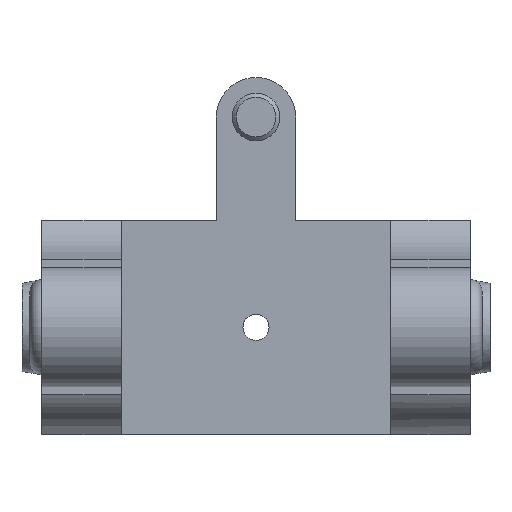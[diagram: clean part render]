
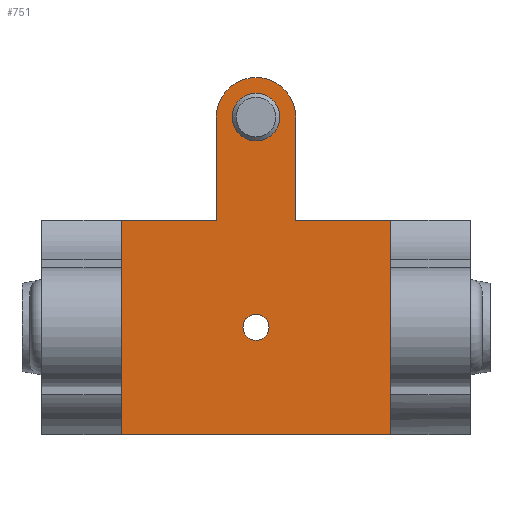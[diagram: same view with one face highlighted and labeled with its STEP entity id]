
A CAD part, top view. The second image highlights one B-rep face of the part: STEP entity #751.
In plain terms, the highlighted planar face has unit normal (0, 0, 1).
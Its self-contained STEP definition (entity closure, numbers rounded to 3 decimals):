
#38=FACE_BOUND('',#163,.T.);
#39=FACE_BOUND('',#164,.T.);
#65=PLANE('',#840);
#110=FACE_OUTER_BOUND('',#162,.T.);
#162=EDGE_LOOP('',(#634,#635,#636,#637,#638,#639,#640,#641));
#163=EDGE_LOOP('',(#642));
#164=EDGE_LOOP('',(#643));
#194=LINE('',#1222,#252);
#201=LINE('',#1418,#259);
#212=LINE('',#1489,#270);
#223=LINE('',#1646,#281);
#224=LINE('',#1650,#282);
#225=LINE('',#1651,#283);
#226=LINE('',#1652,#284);
#252=VECTOR('',#974,10.);
#259=VECTOR('',#987,10.);
#270=VECTOR('',#1012,10.);
#281=VECTOR('',#1029,10.);
#282=VECTOR('',#1032,10.);
#283=VECTOR('',#1033,10.);
#284=VECTOR('',#1034,10.);
#316=CIRCLE('',#808,1.65);
#325=CIRCLE('',#825,3.);
#330=CIRCLE('',#841,5.);
#349=VERTEX_POINT('',#1123);
#358=VERTEX_POINT('',#1154);
#361=VERTEX_POINT('',#1219);
#362=VERTEX_POINT('',#1221);
#373=VERTEX_POINT('',#1415);
#374=VERTEX_POINT('',#1417);
#382=VERTEX_POINT('',#1488);
#390=VERTEX_POINT('',#1645);
#391=VERTEX_POINT('',#1647);
#392=VERTEX_POINT('',#1649);
#425=EDGE_CURVE('',#349,#349,#316,.T.);
#439=EDGE_CURVE('',#358,#358,#325,.T.);
#442=EDGE_CURVE('',#362,#361,#194,.T.);
#454=EDGE_CURVE('',#373,#374,#201,.T.);
#468=EDGE_CURVE('',#382,#373,#212,.T.);
#482=EDGE_CURVE('',#382,#390,#223,.T.);
#483=EDGE_CURVE('',#390,#391,#330,.T.);
#484=EDGE_CURVE('',#391,#392,#224,.T.);
#485=EDGE_CURVE('',#362,#392,#225,.T.);
#486=EDGE_CURVE('',#374,#361,#226,.T.);
#634=ORIENTED_EDGE('',*,*,#482,.T.);
#635=ORIENTED_EDGE('',*,*,#483,.T.);
#636=ORIENTED_EDGE('',*,*,#484,.T.);
#637=ORIENTED_EDGE('',*,*,#485,.F.);
#638=ORIENTED_EDGE('',*,*,#442,.T.);
#639=ORIENTED_EDGE('',*,*,#486,.F.);
#640=ORIENTED_EDGE('',*,*,#454,.F.);
#641=ORIENTED_EDGE('',*,*,#468,.F.);
#642=ORIENTED_EDGE('',*,*,#425,.T.);
#643=ORIENTED_EDGE('',*,*,#439,.T.);
#751=ADVANCED_FACE('',(#110,#38,#39),#65,.T.);
#808=AXIS2_PLACEMENT_3D('',#1125,#928,#929);
#825=AXIS2_PLACEMENT_3D('',#1156,#967,#968);
#840=AXIS2_PLACEMENT_3D('',#1644,#1027,#1028);
#841=AXIS2_PLACEMENT_3D('',#1648,#1030,#1031);
#928=DIRECTION('center_axis',(0.,0.,-1.));
#929=DIRECTION('ref_axis',(1.,0.,0.));
#967=DIRECTION('center_axis',(0.,0.,-1.));
#968=DIRECTION('ref_axis',(-1.,0.,0.));
#974=DIRECTION('',(0.,-1.,0.));
#987=DIRECTION('',(0.,-1.,0.));
#1012=DIRECTION('',(1.,0.,0.));
#1027=DIRECTION('center_axis',(0.,0.,1.));
#1028=DIRECTION('ref_axis',(1.,0.,0.));
#1029=DIRECTION('',(0.,1.,0.));
#1030=DIRECTION('center_axis',(0.,0.,1.));
#1031=DIRECTION('ref_axis',(1.,0.,0.));
#1032=DIRECTION('',(0.,-1.,0.));
#1033=DIRECTION('',(1.,0.,0.));
#1034=DIRECTION('',(-1.,0.,0.));
#1123=CARTESIAN_POINT('',(25.35,13.5,7.));
#1125=CARTESIAN_POINT('Origin',(27.,13.5,7.));
#1154=CARTESIAN_POINT('',(30.,40.,7.));
#1156=CARTESIAN_POINT('Origin',(27.,40.,7.));
#1219=CARTESIAN_POINT('',(10.,0.,7.));
#1221=CARTESIAN_POINT('',(10.,27.,7.));
#1222=CARTESIAN_POINT('',(10.,27.,7.));
#1415=CARTESIAN_POINT('',(44.,27.,7.));
#1417=CARTESIAN_POINT('',(44.,0.,7.));
#1418=CARTESIAN_POINT('',(44.,27.,7.));
#1488=CARTESIAN_POINT('',(32.,27.,7.));
#1489=CARTESIAN_POINT('',(16.,27.,7.));
#1644=CARTESIAN_POINT('Origin',(27.,22.5,7.));
#1645=CARTESIAN_POINT('',(32.,40.,7.));
#1646=CARTESIAN_POINT('',(32.,27.,7.));
#1647=CARTESIAN_POINT('',(22.,40.,7.));
#1648=CARTESIAN_POINT('Origin',(27.,40.,7.));
#1649=CARTESIAN_POINT('',(22.,27.,7.));
#1650=CARTESIAN_POINT('',(22.,40.,7.));
#1651=CARTESIAN_POINT('',(16.,27.,7.));
#1652=CARTESIAN_POINT('',(5.,0.,7.));
